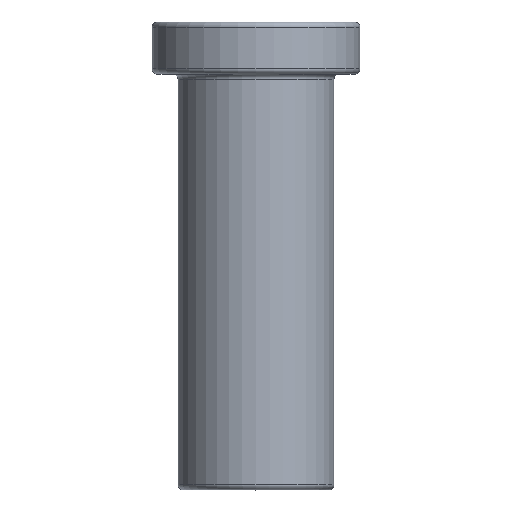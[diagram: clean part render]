
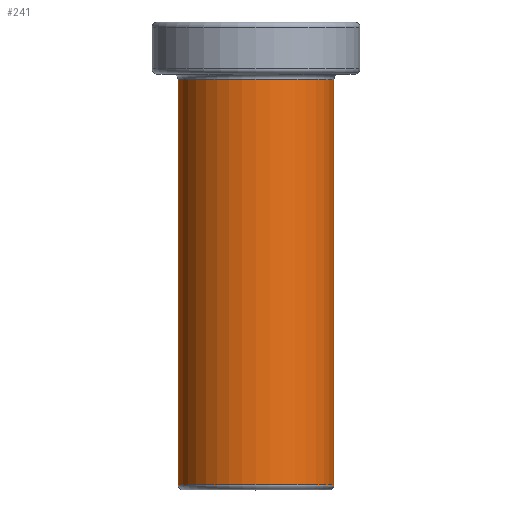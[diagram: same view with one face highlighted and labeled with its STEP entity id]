
A CAD part, top view. The second image highlights one B-rep face of the part: STEP entity #241.
In plain terms, the highlighted cylindrical face has radius 7.5 mm (diameter 15 mm), a full revolution.
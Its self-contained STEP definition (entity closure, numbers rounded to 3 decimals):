
#35 = EDGE_CURVE ( 'NONE', #122, #122, #223, .T. ) ;
#36 = DIRECTION ( 'NONE',  ( 0., 1., 0. ) ) ;
#45 = EDGE_LOOP ( 'NONE', ( #47 ) ) ;
#47 = ORIENTED_EDGE ( 'NONE', *, *, #35, .T. ) ;
#58 = AXIS2_PLACEMENT_3D ( 'NONE', #77, #182, #224 ) ;
#77 = CARTESIAN_POINT ( 'NONE',  ( 0., -0.5, 0. ) ) ;
#101 = FACE_OUTER_BOUND ( 'NONE', #112, .T. ) ;
#108 = DIRECTION ( 'NONE',  ( 0., 0., 1. ) ) ;
#112 = EDGE_LOOP ( 'NONE', ( #243 ) ) ;
#122 = VERTEX_POINT ( 'NONE', #171 ) ;
#132 = CIRCLE ( 'NONE', #147, 7.5 ) ;
#145 = CARTESIAN_POINT ( 'NONE',  ( 0., -39.5, 0. ) ) ;
#147 = AXIS2_PLACEMENT_3D ( 'NONE', #145, #254, #108 ) ;
#155 = VERTEX_POINT ( 'NONE', #219 ) ;
#171 = CARTESIAN_POINT ( 'NONE',  ( 0., -0.5, 7.5 ) ) ;
#173 = CYLINDRICAL_SURFACE ( 'NONE', #231, 7.5 ) ;
#182 = DIRECTION ( 'NONE',  ( 0., -1., 0. ) ) ;
#184 = FACE_OUTER_BOUND ( 'NONE', #45, .T. ) ;
#186 = CARTESIAN_POINT ( 'NONE',  ( 0., -40., 0. ) ) ;
#189 = DIRECTION ( 'NONE',  ( 0., 0., 1. ) ) ;
#219 = CARTESIAN_POINT ( 'NONE',  ( 0., -39.5, 7.5 ) ) ;
#223 = CIRCLE ( 'NONE', #58, 7.5 ) ;
#224 = DIRECTION ( 'NONE',  ( 0., 0., 1. ) ) ;
#231 = AXIS2_PLACEMENT_3D ( 'NONE', #186, #36, #189 ) ;
#241 = ADVANCED_FACE ( 'NONE', ( #101, #184 ), #173, .T. ) ;
#243 = ORIENTED_EDGE ( 'NONE', *, *, #251, .T. ) ;
#251 = EDGE_CURVE ( 'NONE', #155, #155, #132, .T. ) ;
#254 = DIRECTION ( 'NONE',  ( 0., 1., 0. ) ) ;
